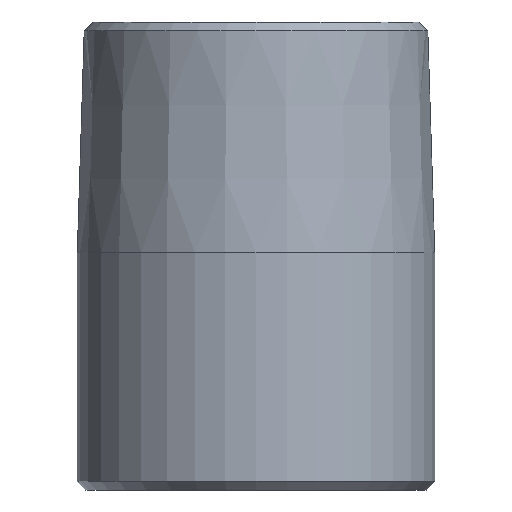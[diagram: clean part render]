
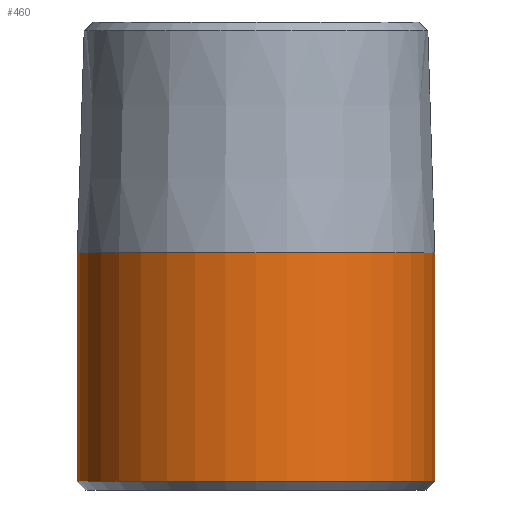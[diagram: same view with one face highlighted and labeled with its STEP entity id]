
A CAD part, front view. The second image highlights one B-rep face of the part: STEP entity #460.
In plain terms, the highlighted cylindrical face has radius 13.335 mm (diameter 26.67 mm), a partial arc.
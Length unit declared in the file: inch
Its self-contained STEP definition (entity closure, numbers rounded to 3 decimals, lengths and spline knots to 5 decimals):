
#4 = VECTOR ( 'NONE', #297, 39.37008 ) ;
#14 = DIRECTION ( 'NONE',  ( 1., 0., 0. ) ) ;
#27 = CARTESIAN_POINT ( 'NONE',  ( -0.525, 0., 0.6975 ) ) ;
#49 = DIRECTION ( 'NONE',  ( 0., 0., -1. ) ) ;
#53 = CIRCLE ( 'NONE', #255, 0.525 ) ;
#54 = AXIS2_PLACEMENT_3D ( 'NONE', #399, #49, #351 ) ;
#95 = CARTESIAN_POINT ( 'NONE',  ( 0., 0., 1.375 ) ) ;
#116 = EDGE_CURVE ( 'NONE', #185, #161, #209, .T. ) ;
#136 = CARTESIAN_POINT ( 'NONE',  ( 0.525, 0., 0.6975 ) ) ;
#139 = EDGE_CURVE ( 'NONE', #252, #185, #469, .T. ) ;
#140 = FACE_OUTER_BOUND ( 'NONE', #341, .T. ) ;
#145 = CARTESIAN_POINT ( 'NONE',  ( 0.525, 0., 1.375 ) ) ;
#161 = VERTEX_POINT ( 'NONE', #162 ) ;
#162 = CARTESIAN_POINT ( 'NONE',  ( -0.525, 0., 0.025 ) ) ;
#168 = CARTESIAN_POINT ( 'NONE',  ( -0.525, 0., 1.375 ) ) ;
#182 = VECTOR ( 'NONE', #439, 39.37008 ) ;
#183 = EDGE_CURVE ( 'NONE', #161, #450, #53, .T. ) ;
#185 = VERTEX_POINT ( 'NONE', #27 ) ;
#209 = LINE ( 'NONE', #168, #182 ) ;
#216 = CARTESIAN_POINT ( 'NONE',  ( 0.525, 0., 0.025 ) ) ;
#221 = LINE ( 'NONE', #145, #4 ) ;
#227 = AXIS2_PLACEMENT_3D ( 'NONE', #95, #250, #238 ) ;
#230 = ORIENTED_EDGE ( 'NONE', *, *, #139, .T. ) ;
#238 = DIRECTION ( 'NONE',  ( -1., 0., 0. ) ) ;
#250 = DIRECTION ( 'NONE',  ( 0., 0., -1. ) ) ;
#252 = VERTEX_POINT ( 'NONE', #136 ) ;
#255 = AXIS2_PLACEMENT_3D ( 'NONE', #287, #456, #14 ) ;
#259 = ORIENTED_EDGE ( 'NONE', *, *, #312, .F. ) ;
#281 = CYLINDRICAL_SURFACE ( 'NONE', #227, 0.525 ) ;
#287 = CARTESIAN_POINT ( 'NONE',  ( 0., 0., 0.025 ) ) ;
#297 = DIRECTION ( 'NONE',  ( 0., 0., -1. ) ) ;
#312 = EDGE_CURVE ( 'NONE', #252, #450, #221, .T. ) ;
#341 = EDGE_LOOP ( 'NONE', ( #259, #230, #366, #465 ) ) ;
#351 = DIRECTION ( 'NONE',  ( -1., 0., 0. ) ) ;
#366 = ORIENTED_EDGE ( 'NONE', *, *, #116, .T. ) ;
#399 = CARTESIAN_POINT ( 'NONE',  ( 0., 0., 0.6975 ) ) ;
#439 = DIRECTION ( 'NONE',  ( 0., 0., -1. ) ) ;
#450 = VERTEX_POINT ( 'NONE', #216 ) ;
#456 = DIRECTION ( 'NONE',  ( 0., 0., 1. ) ) ;
#460 = ADVANCED_FACE ( 'NONE', ( #140 ), #281, .T. ) ;
#465 = ORIENTED_EDGE ( 'NONE', *, *, #183, .T. ) ;
#469 = CIRCLE ( 'NONE', #54, 0.525 ) ;
